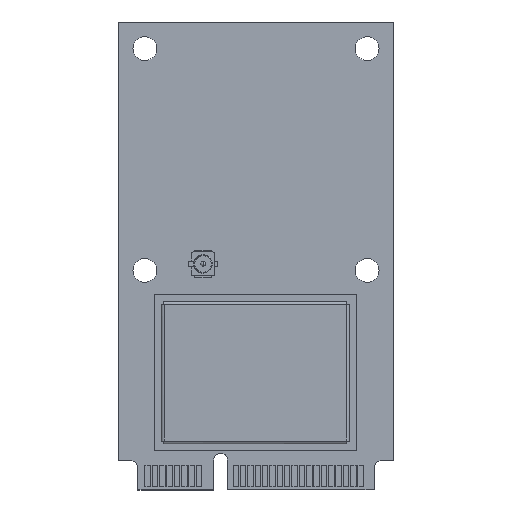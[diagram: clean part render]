
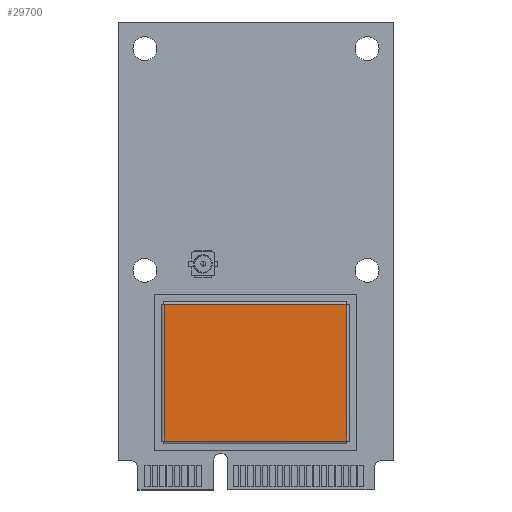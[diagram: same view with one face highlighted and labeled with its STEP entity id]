
A CAD part, top view. The second image highlights one B-rep face of the part: STEP entity #29700.
In plain terms, the highlighted face is planar.
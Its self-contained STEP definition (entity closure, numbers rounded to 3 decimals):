
#1980 = VERTEX_POINT ( 'NONE', #42362 ) ;
#2010 = CARTESIAN_POINT ( 'NONE',  ( 9.938, 2.6, 7.467 ) ) ;
#2520 = ORIENTED_EDGE ( 'NONE', *, *, #6938, .T. ) ;
#3164 = EDGE_LOOP ( 'NONE', ( #19776, #5095, #4401, #2520 ) ) ;
#4401 = ORIENTED_EDGE ( 'NONE', *, *, #21597, .T. ) ;
#5095 = ORIENTED_EDGE ( 'NONE', *, *, #32650, .T. ) ;
#5954 = CARTESIAN_POINT ( 'NONE',  ( -9.938, 2.6, -7.467 ) ) ;
#6173 = DIRECTION ( 'NONE',  ( 0., 0., 1. ) ) ;
#6938 = EDGE_CURVE ( 'NONE', #1980, #34275, #21014, .T. ) ;
#8474 = LINE ( 'NONE', #2010, #39869 ) ;
#9279 = VECTOR ( 'NONE', #6173, 1000. ) ;
#10351 = VERTEX_POINT ( 'NONE', #36302 ) ;
#13131 = LINE ( 'NONE', #5954, #9279 ) ;
#14551 = DIRECTION ( 'NONE',  ( 1., 0., 0. ) ) ;
#15010 = DIRECTION ( 'NONE',  ( 0., -1., 0. ) ) ;
#16500 = VECTOR ( 'NONE', #14551, 1000. ) ;
#17909 = CARTESIAN_POINT ( 'NONE',  ( -9.967, 2.6, 7.438 ) ) ;
#18860 = CARTESIAN_POINT ( 'NONE',  ( 9.938, 2.6, 7.438 ) ) ;
#19776 = ORIENTED_EDGE ( 'NONE', *, *, #29734, .T. ) ;
#21014 = LINE ( 'NONE', #17909, #16500 ) ;
#21237 = CARTESIAN_POINT ( 'NONE',  ( 0., 2.6, 0. ) ) ;
#21597 = EDGE_CURVE ( 'NONE', #24028, #1980, #13131, .T. ) ;
#24028 = VERTEX_POINT ( 'NONE', #41044 ) ;
#25057 = FACE_OUTER_BOUND ( 'NONE', #3164, .T. ) ;
#29525 = DIRECTION ( 'NONE',  ( 0., 0., -1. ) ) ;
#29700 = ADVANCED_FACE ( 'NONE', ( #25057 ), #38231, .F. ) ;
#29734 = EDGE_CURVE ( 'NONE', #34275, #10351, #8474, .T. ) ;
#32650 = EDGE_CURVE ( 'NONE', #10351, #24028, #38798, .T. ) ;
#34275 = VERTEX_POINT ( 'NONE', #18860 ) ;
#34366 = CARTESIAN_POINT ( 'NONE',  ( 9.967, 2.6, -7.438 ) ) ;
#34853 = AXIS2_PLACEMENT_3D ( 'NONE', #21237, #15010, #38684 ) ;
#36302 = CARTESIAN_POINT ( 'NONE',  ( 9.938, 2.6, -7.438 ) ) ;
#38133 = DIRECTION ( 'NONE',  ( -1., 0., 0. ) ) ;
#38231 = PLANE ( 'NONE',  #34853 ) ;
#38621 = VECTOR ( 'NONE', #38133, 1000. ) ;
#38684 = DIRECTION ( 'NONE',  ( 0., 0., -1. ) ) ;
#38798 = LINE ( 'NONE', #34366, #38621 ) ;
#39869 = VECTOR ( 'NONE', #29525, 1000. ) ;
#41044 = CARTESIAN_POINT ( 'NONE',  ( -9.938, 2.6, -7.438 ) ) ;
#42362 = CARTESIAN_POINT ( 'NONE',  ( -9.938, 2.6, 7.438 ) ) ;
